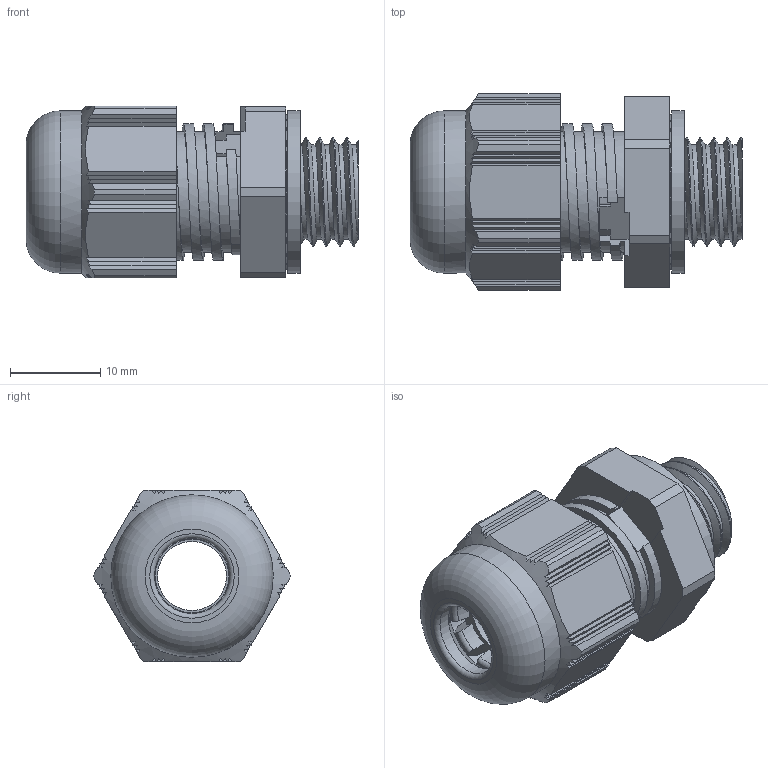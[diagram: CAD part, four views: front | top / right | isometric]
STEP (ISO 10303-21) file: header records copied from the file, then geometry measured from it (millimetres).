
FILE_DESCRIPTION(/* description */ (''),/* implementation_level */ '2;1');
FILE_NAME(/* name */ '12004100_DAE-MBF 12.stp',/* time_stamp */ '2018-07-04T13:11:57+02:00',/* author */ ('haertel'),/* organization */ ('Fa. Bopla'),/* preprocessor_version */ 'ST-DEVELOPER v16.13',/* originating_system */ 'Autodesk Inventor 2018',/* authorisation */ '');
FILE_SCHEMA (('AUTOMOTIVE_DESIGN { 1 0 10303 214 3 1 1 }'));
Length unit declared in the file: millimetre
Products named in the file (1): 12004100_DAE-MBF 12
Bounding box: 36.75 x 21.7 x 19.03 mm (x, y, z)
Volume: 5495.4 mm3; surface area: 7510.7 mm2
Topology: 3 solids, 3 shells, 496 faces, 1450 edges, 959 vertices
Faces by surface type: plane 331, cylinder 92, torus 32, cone 23, bspline 18
Full cylindrical faces by diameter (mm): 7.64 x1, 8.15 x1, 8.23 x1, 8.35 x2, 10.3 x1, 10.478 x4, 10.59 x1, 10.6 x1, 10.8 x1, 11.03 x1, 11.24 x1, 13.38 x4, 13.81 x1, 14.2 x4, 15.97 x4, 17.96 x1, 18 x1
Entity records: 27510 total; most frequent: CARTESIAN_POINT 14291, ORIENTED_EDGE 2734, DIRECTION 2711, EDGE_CURVE 1366, AXIS2_PLACEMENT_3D 1058, VERTEX_POINT 916, LINE 595, VECTOR 595
